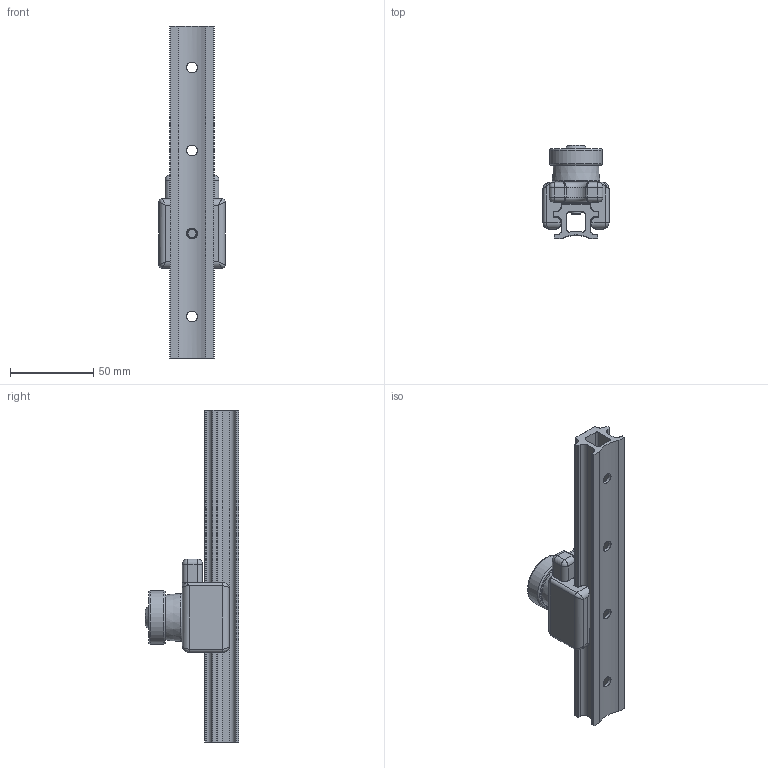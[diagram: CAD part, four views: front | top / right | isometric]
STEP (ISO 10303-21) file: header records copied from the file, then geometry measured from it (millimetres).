
FILE_DESCRIPTION(/* description */ (''),/* implementation_level */ '2;1');
FILE_NAME(/* name */ '691.421.stp',/* time_stamp */ '2019-10-29T16:39:08+01:00',/* author */ ('gianni'),/* organization */ (''),/* preprocessor_version */ 'ST-DEVELOPER v16.5',/* originating_system */ 'Autodesk Inventor 2017',/* authorisation */ '');
FILE_SCHEMA (('AUTOMOTIVE_DESIGN { 1 0 10303 214 3 1 1 }'));
Length unit declared in the file: millimetre
Products named in the file (1): 19102910
Bounding box: 39.8 x 56.2 x 200 mm (x, y, z)
Volume: 102042.6 mm3; surface area: 43004 mm2
Topology: 2 solids, 2 shells, 207 faces, 506 edges, 290 vertices
Faces by surface type: cylinder 87, plane 61, torus 22, bspline 20, cone 9, sphere 8
Full cylindrical faces by diameter (mm): 6 x1, 6.5 x8, 12 x1, 32 x1
Entity records: 6731 total; most frequent: CARTESIAN_POINT 2054, DIRECTION 1002, ORIENTED_EDGE 924, EDGE_CURVE 462, AXIS2_PLACEMENT_3D 394, VERTEX_POINT 284, EDGE_LOOP 250, LINE 214
